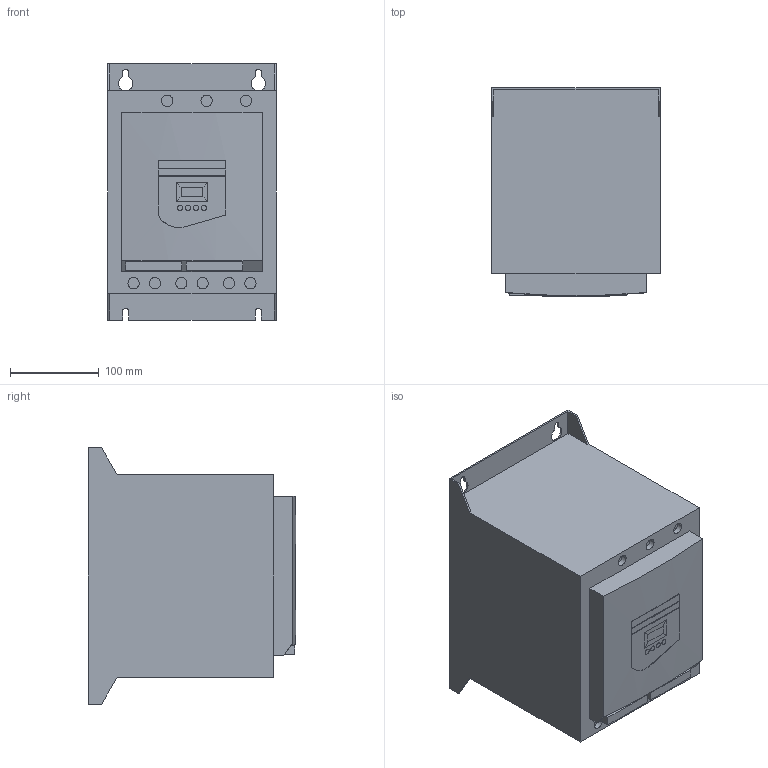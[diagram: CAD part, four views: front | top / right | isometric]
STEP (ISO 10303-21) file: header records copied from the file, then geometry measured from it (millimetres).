
FILE_DESCRIPTION(('starvars output'),'2;1');
FILE_NAME('ATS48D88Y_3D.stp','19:53:50 2020/03/31',( 'Thomas Industrial Network Germany GmbH'),( 'Thomas Industrial Network Germany GmbH'),'unknown preprocess','ACIS' ,'unknown authorization');
FILE_SCHEMA(('AUTOMOTIVE_DESIGN_CC2 {UNKNOWN IMPLEMENTATION LEVEL}'));
Length unit declared in the file: millimetre
Products named in the file (2): PRODUCT_ID_21; PRODUCT_ID_22
Bounding box: 190 x 234.95 x 290 mm (x, y, z)
Volume: 9828014.2 mm3; surface area: 366818.3 mm2
Topology: 2 solids, 2 shells, 116 faces, 287 edges, 190 vertices
Faces by surface type: plane 78, cylinder 38
Entity records: 4194 total; most frequent: ORIENTED_EDGE 574, CARTESIAN_POINT 527, DIRECTION 465, EDGE_CURVE 287, VERTEX_POINT 190, VECTOR 189, LINE 189, AXIS2_PLACEMENT_3D 138
